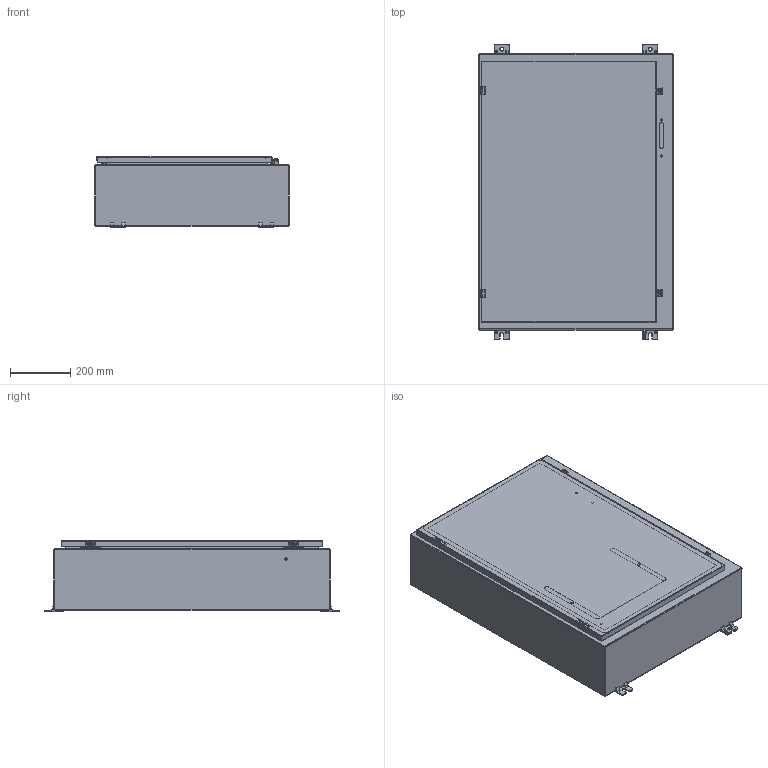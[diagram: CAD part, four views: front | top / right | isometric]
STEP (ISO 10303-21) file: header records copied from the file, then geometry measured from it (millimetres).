
FILE_DESCRIPTION (( 'STEP AP214' ), '1' );
FILE_NAME ('SCE-36HS2508LP.STEP', '2023-03-31T16:29:35', ( '' ), ( '' ), 'SwSTEP 2.0', 'SolidWorks 2021', '' );
FILE_SCHEMA (( 'AUTOMOTIVE_DESIGN' ));
Length unit declared in the file: inch
Products named in the file (1): SCE-36HS2508LP
Bounding box: 644.53 x 977.9 x 237.31 mm (x, y, z)
Volume: 5900826.3 mm3; surface area: 5305273.7 mm2
Topology: 60 solids, 60 shells, 3281 faces, 8402 edges, 5145 vertices
Faces by surface type: plane 1178, bspline 995, cylinder 874, torus 141, cone 73, sphere 20
Full cylindrical faces by diameter (mm): 1.016 x2, 3.454 x2, 3.978 x2, 4.318 x6, 4.369 x4, 4.978 x8, 5.156 x2, 5.182 x4, 5.207 x4, 5.232 x4, 5.537 x2, 6.096 x4, 6.198 x4, 6.299 x8, 6.35 x6, 6.363 x4, 7.137 x6, 7.874 x9, 7.925 x5, 8.433 x6, 9.296 x6, 9.322 x6, 9.525 x4, 9.55 x4, 11.125 x2, 12.7 x6, 12.878 x2, 14.288 x4, 14.986 x5
Entity records: 150837 total; most frequent: CARTESIAN_POINT 81995, ORIENTED_EDGE 15678, DIRECTION 11426, EDGE_CURVE 7839, VERTEX_POINT 5049, AXIS2_PLACEMENT_3D 4307, EDGE_LOOP 3770, FACE_OUTER_BOUND 3502
